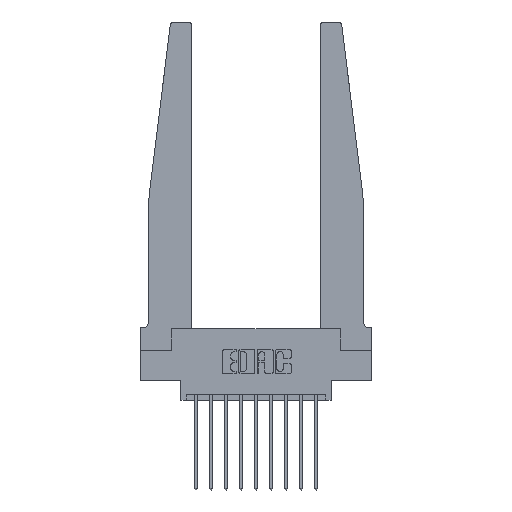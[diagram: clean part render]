
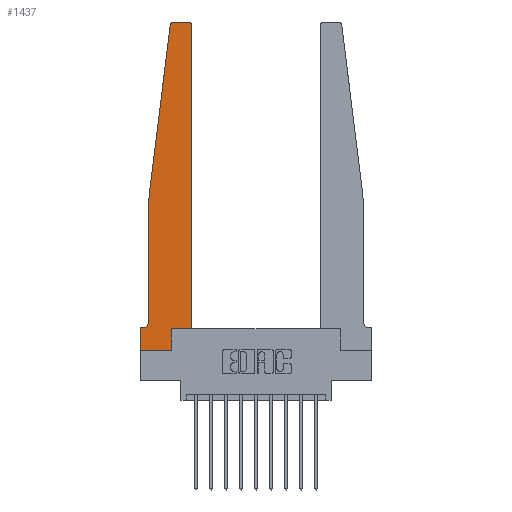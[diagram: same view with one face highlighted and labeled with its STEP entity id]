
A CAD part, top view. The second image highlights one B-rep face of the part: STEP entity #1437.
In plain terms, the highlighted planar face has unit normal (0, 0, 1).
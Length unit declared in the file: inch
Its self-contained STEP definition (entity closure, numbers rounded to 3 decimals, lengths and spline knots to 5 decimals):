
#141 = DIRECTION ( 'NONE',  ( 0., 0., -1. ) ) ;
#503 = EDGE_CURVE ( 'NONE', #11893, #10258, #9162, .T. ) ;
#515 = DIRECTION ( 'NONE',  ( 1., 0., 0. ) ) ;
#789 = EDGE_CURVE ( 'NONE', #7989, #13837, #11726, .T. ) ;
#981 = ORIENTED_EDGE ( 'NONE', *, *, #789, .T. ) ;
#1068 = DIRECTION ( 'NONE',  ( -0.122, -0.992, 0. ) ) ;
#1090 = VERTEX_POINT ( 'NONE', #8626 ) ;
#1209 = DIRECTION ( 'NONE',  ( 0., 0., 1. ) ) ;
#1303 = VECTOR ( 'NONE', #9133, 39.37008 ) ;
#1437 = ADVANCED_FACE ( 'NONE', ( #9138 ), #13340, .T. ) ;
#1757 = DIRECTION ( 'NONE',  ( 1., 0., 0. ) ) ;
#2064 = EDGE_CURVE ( 'NONE', #13264, #11212, #8029, .T. ) ;
#2214 = CARTESIAN_POINT ( 'NONE',  ( 0.425, 0.18, 0.37 ) ) ;
#2312 = CARTESIAN_POINT ( 'NONE',  ( 0., 0.1875, 0.37 ) ) ;
#2323 = LINE ( 'NONE', #4085, #5096 ) ;
#2344 = CARTESIAN_POINT ( 'NONE',  ( 0.065, 1.25, 0.37 ) ) ;
#2399 = DIRECTION ( 'NONE',  ( 0., -1., 0. ) ) ;
#2439 = CIRCLE ( 'NONE', #6600, 0.03 ) ;
#2846 = CARTESIAN_POINT ( 'NONE',  ( 0., 0., 0.37 ) ) ;
#3091 = ORIENTED_EDGE ( 'NONE', *, *, #503, .T. ) ;
#3123 = VECTOR ( 'NONE', #11551, 39.37008 ) ;
#3305 = CARTESIAN_POINT ( 'NONE',  ( 0.425, 0.18, 0.37 ) ) ;
#3412 = VERTEX_POINT ( 'NONE', #6631 ) ;
#3465 = CARTESIAN_POINT ( 'NONE',  ( 0., 0.1875, 0.37 ) ) ;
#3708 = DIRECTION ( 'NONE',  ( 0., -1., 0. ) ) ;
#3757 = EDGE_CURVE ( 'NONE', #5946, #14240, #6713, .T. ) ;
#3777 = DIRECTION ( 'NONE',  ( 1., 0., 0. ) ) ;
#3911 = CARTESIAN_POINT ( 'NONE',  ( 0.065, 1.25, 0.37 ) ) ;
#3985 = DIRECTION ( 'NONE',  ( 0., 0., 1. ) ) ;
#4085 = CARTESIAN_POINT ( 'NONE',  ( 0.25, 2.75, 0.37 ) ) ;
#4238 = CARTESIAN_POINT ( 'NONE',  ( 0.2605, 0.18, 0.37 ) ) ;
#4291 = AXIS2_PLACEMENT_3D ( 'NONE', #3465, #6692, #515 ) ;
#4310 = CARTESIAN_POINT ( 'NONE',  ( 0.015, 0.1875, 0.37 ) ) ;
#4497 = CARTESIAN_POINT ( 'NONE',  ( 0.2605, 0.18, 0.37 ) ) ;
#4582 = CARTESIAN_POINT ( 'NONE',  ( 0.065, 1.25, 0.37 ) ) ;
#4667 = DIRECTION ( 'NONE',  ( 1., 0., 0. ) ) ;
#5096 = VECTOR ( 'NONE', #8717, 39.37008 ) ;
#5242 = VECTOR ( 'NONE', #3708, 39.37008 ) ;
#5535 = LINE ( 'NONE', #4497, #3123 ) ;
#5573 = CARTESIAN_POINT ( 'NONE',  ( 0.065, 0.1875, 0.37 ) ) ;
#5695 = VECTOR ( 'NONE', #2399, 39.37008 ) ;
#5778 = DIRECTION ( 'NONE',  ( 0., 1., 0. ) ) ;
#5802 = EDGE_CURVE ( 'NONE', #9910, #11893, #5535, .T. ) ;
#5946 = VERTEX_POINT ( 'NONE', #8319 ) ;
#6153 = CARTESIAN_POINT ( 'NONE',  ( 0., 0., 0.37 ) ) ;
#6563 = ORIENTED_EDGE ( 'NONE', *, *, #7360, .T. ) ;
#6600 = AXIS2_PLACEMENT_3D ( 'NONE', #11048, #3985, #12230 ) ;
#6625 = CARTESIAN_POINT ( 'NONE',  ( 0.425, 0.18, 0.37 ) ) ;
#6631 = CARTESIAN_POINT ( 'NONE',  ( 0.395, 2.75, 0.37 ) ) ;
#6692 = DIRECTION ( 'NONE',  ( 0., 0., 1. ) ) ;
#6713 = CIRCLE ( 'NONE', #11715, 0.05 ) ;
#6908 = ORIENTED_EDGE ( 'NONE', *, *, #3757, .T. ) ;
#6965 = CARTESIAN_POINT ( 'NONE',  ( 0.24675, 2.72367, 0.37 ) ) ;
#7127 = ORIENTED_EDGE ( 'NONE', *, *, #7735, .T. ) ;
#7237 = CARTESIAN_POINT ( 'NONE',  ( 0.015, 0.2375, 0.37 ) ) ;
#7272 = AXIS2_PLACEMENT_3D ( 'NONE', #13496, #1209, #1757 ) ;
#7299 = ORIENTED_EDGE ( 'NONE', *, *, #13210, .T. ) ;
#7360 = EDGE_CURVE ( 'NONE', #11212, #9910, #8628, .T. ) ;
#7486 = CARTESIAN_POINT ( 'NONE',  ( 0.2605, 0., 0.37 ) ) ;
#7554 = ORIENTED_EDGE ( 'NONE', *, *, #7634, .T. ) ;
#7634 = EDGE_CURVE ( 'NONE', #14240, #13264, #10733, .T. ) ;
#7735 = EDGE_CURVE ( 'NONE', #13837, #9304, #9254, .T. ) ;
#7989 = VERTEX_POINT ( 'NONE', #14387 ) ;
#8029 = LINE ( 'NONE', #10766, #5242 ) ;
#8319 = CARTESIAN_POINT ( 'NONE',  ( 0.065, 0.2375, 0.37 ) ) ;
#8411 = DIRECTION ( 'NONE',  ( -1., 0., 0. ) ) ;
#8497 = ORIENTED_EDGE ( 'NONE', *, *, #11817, .T. ) ;
#8578 = VECTOR ( 'NONE', #5778, 39.37008 ) ;
#8626 = CARTESIAN_POINT ( 'NONE',  ( 0.425, 2.72, 0.37 ) ) ;
#8628 = LINE ( 'NONE', #6153, #14109 ) ;
#8717 = DIRECTION ( 'NONE',  ( -1., 0., 0. ) ) ;
#9133 = DIRECTION ( 'NONE',  ( -1., 0., 0. ) ) ;
#9138 = FACE_OUTER_BOUND ( 'NONE', #11892, .T. ) ;
#9162 = LINE ( 'NONE', #3305, #15014 ) ;
#9254 = LINE ( 'NONE', #4582, #15121 ) ;
#9304 = VERTEX_POINT ( 'NONE', #3911 ) ;
#9641 = ORIENTED_EDGE ( 'NONE', *, *, #14697, .T. ) ;
#9739 = EDGE_CURVE ( 'NONE', #9304, #5946, #11949, .T. ) ;
#9910 = VERTEX_POINT ( 'NONE', #7486 ) ;
#9972 = ORIENTED_EDGE ( 'NONE', *, *, #5802, .T. ) ;
#10258 = VERTEX_POINT ( 'NONE', #6625 ) ;
#10733 = LINE ( 'NONE', #5573, #1303 ) ;
#10766 = CARTESIAN_POINT ( 'NONE',  ( 0., 0., 0.37 ) ) ;
#11048 = CARTESIAN_POINT ( 'NONE',  ( 0.395, 2.72, 0.37 ) ) ;
#11212 = VERTEX_POINT ( 'NONE', #2846 ) ;
#11551 = DIRECTION ( 'NONE',  ( 0., 1., 0. ) ) ;
#11715 = AXIS2_PLACEMENT_3D ( 'NONE', #7237, #141, #8411 ) ;
#11726 = CIRCLE ( 'NONE', #7272, 0.03 ) ;
#11817 = EDGE_CURVE ( 'NONE', #3412, #7989, #2323, .T. ) ;
#11892 = EDGE_LOOP ( 'NONE', ( #8497, #981, #7127, #14576, #6908, #7554, #14074, #6563, #9972, #3091, #7299, #9641 ) ) ;
#11893 = VERTEX_POINT ( 'NONE', #4238 ) ;
#11949 = LINE ( 'NONE', #2344, #5695 ) ;
#12230 = DIRECTION ( 'NONE',  ( 1., 0., 0. ) ) ;
#13210 = EDGE_CURVE ( 'NONE', #10258, #1090, #14796, .T. ) ;
#13264 = VERTEX_POINT ( 'NONE', #2312 ) ;
#13340 = PLANE ( 'NONE',  #4291 ) ;
#13496 = CARTESIAN_POINT ( 'NONE',  ( 0.27653, 2.72, 0.37 ) ) ;
#13837 = VERTEX_POINT ( 'NONE', #6965 ) ;
#14074 = ORIENTED_EDGE ( 'NONE', *, *, #2064, .T. ) ;
#14109 = VECTOR ( 'NONE', #3777, 39.37008 ) ;
#14240 = VERTEX_POINT ( 'NONE', #4310 ) ;
#14387 = CARTESIAN_POINT ( 'NONE',  ( 0.27653, 2.75, 0.37 ) ) ;
#14576 = ORIENTED_EDGE ( 'NONE', *, *, #9739, .T. ) ;
#14697 = EDGE_CURVE ( 'NONE', #1090, #3412, #2439, .T. ) ;
#14796 = LINE ( 'NONE', #2214, #8578 ) ;
#15014 = VECTOR ( 'NONE', #4667, 39.37008 ) ;
#15121 = VECTOR ( 'NONE', #1068, 39.37008 ) ;
